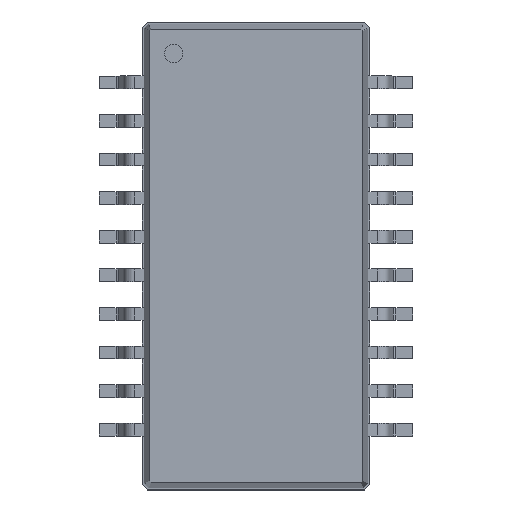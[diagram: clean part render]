
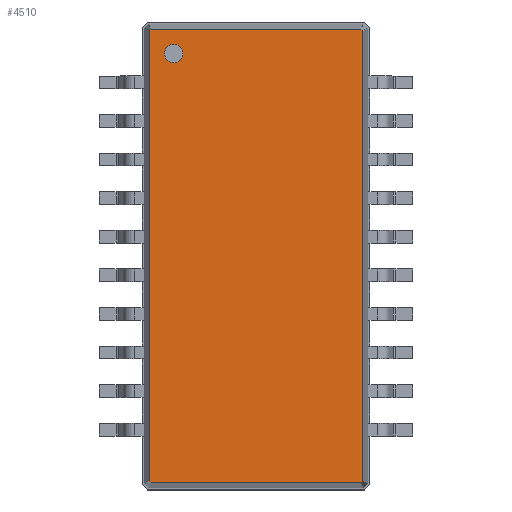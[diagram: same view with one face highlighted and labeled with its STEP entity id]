
A CAD part, top view. The second image highlights one B-rep face of the part: STEP entity #4510.
In plain terms, the highlighted planar face has unit normal (0, 0, 1).
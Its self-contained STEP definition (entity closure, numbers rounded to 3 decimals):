
#13=DIRECTION('',(0.,0.,1.));
#27=VECTOR('',#28,1.);
#28=DIRECTION('',(1.,0.,0.));
#51=VECTOR('',#52,1.);
#52=DIRECTION('',(0.707,-0.707,0.));
#58=VECTOR('',#59,1.);
#59=DIRECTION('',(0.,-1.,0.));
#65=VECTOR('',#66,1.);
#66=DIRECTION('',(-0.707,-0.707,0.));
#72=VECTOR('',#73,1.);
#73=DIRECTION('',(-1.,0.,0.));
#79=VECTOR('',#80,1.);
#80=DIRECTION('',(-0.707,0.707,0.));
#86=VECTOR('',#87,1.);
#87=DIRECTION('',(0.,1.,0.));
#91=VECTOR('',#92,1.);
#92=DIRECTION('',(0.707,0.707,0.));
#1405=VERTEX_POINT('',#1406);
#1406=CARTESIAN_POINT('',(-3.51,7.405,2.54));
#1408=ORIENTED_EDGE('',*,*,#1409,.F.);
#1409=EDGE_CURVE('',#1410,#1405,#1412,.T.);
#1410=VERTEX_POINT('',#1411);
#1411=CARTESIAN_POINT('',(-3.51,-7.405,2.54));
#1412=LINE('',#1411,#86);
#1423=VERTEX_POINT('',#1424);
#1424=CARTESIAN_POINT('',(-3.455,7.46,2.54));
#1426=ORIENTED_EDGE('',*,*,#1427,.F.);
#1427=EDGE_CURVE('',#1405,#1423,#1428,.T.);
#1428=LINE('',#1406,#91);
#1437=VERTEX_POINT('',#1438);
#1438=CARTESIAN_POINT('',(3.455,7.46,2.54));
#1440=ORIENTED_EDGE('',*,*,#1441,.F.);
#1441=EDGE_CURVE('',#1423,#1437,#1442,.T.);
#1442=LINE('',#1424,#27);
#1451=VERTEX_POINT('',#1452);
#1452=CARTESIAN_POINT('',(3.51,7.405,2.54));
#1454=ORIENTED_EDGE('',*,*,#1455,.F.);
#1455=EDGE_CURVE('',#1437,#1451,#1456,.T.);
#1456=LINE('',#1438,#51);
#1545=VERTEX_POINT('',#1546);
#1546=CARTESIAN_POINT('',(3.51,-7.405,2.54));
#1548=ORIENTED_EDGE('',*,*,#1549,.F.);
#1549=EDGE_CURVE('',#1451,#1545,#1550,.T.);
#1550=LINE('',#1452,#58);
#4510=ADVANCED_FACE('',(#4511,#4526),#4536,.T.);
#4511=FACE_BOUND('',#4512,.T.);
#4512=EDGE_LOOP('',(#1440,#1426,#1408,#4513,#4518,#4523,#1548,#1454));
#4513=ORIENTED_EDGE('',*,*,#4514,.F.);
#4514=EDGE_CURVE('',#4515,#1410,#4517,.T.);
#4515=VERTEX_POINT('',#4516);
#4516=CARTESIAN_POINT('',(-3.455,-7.46,2.54));
#4517=LINE('',#4516,#79);
#4518=ORIENTED_EDGE('',*,*,#4519,.F.);
#4519=EDGE_CURVE('',#4520,#4515,#4522,.T.);
#4520=VERTEX_POINT('',#4521);
#4521=CARTESIAN_POINT('',(3.455,-7.46,2.54));
#4522=LINE('',#4521,#72);
#4523=ORIENTED_EDGE('',*,*,#4524,.F.);
#4524=EDGE_CURVE('',#1545,#4520,#4525,.T.);
#4525=LINE('',#1546,#65);
#4526=FACE_BOUND('',#4527,.T.);
#4527=EDGE_LOOP('',(#4528));
#4528=ORIENTED_EDGE('',*,*,#4529,.T.);
#4529=EDGE_CURVE('',#4530,#4530,#4532,.T.);
#4530=VERTEX_POINT('',#4531);
#4531=CARTESIAN_POINT('',(-2.71,6.36,2.54));
#4532=CIRCLE('',#4533,0.3);
#4533=AXIS2_PLACEMENT_3D('',#4534,#4535,#59);
#4534=CARTESIAN_POINT('',(-2.71,6.66,2.54));
#4535=DIRECTION('',(0.,-0.,-1.));
#4536=PLANE('',#4537);
#4537=AXIS2_PLACEMENT_3D('',#1424,#13,#4538);
#4538=DIRECTION('',(0.42,-0.907,0.));
